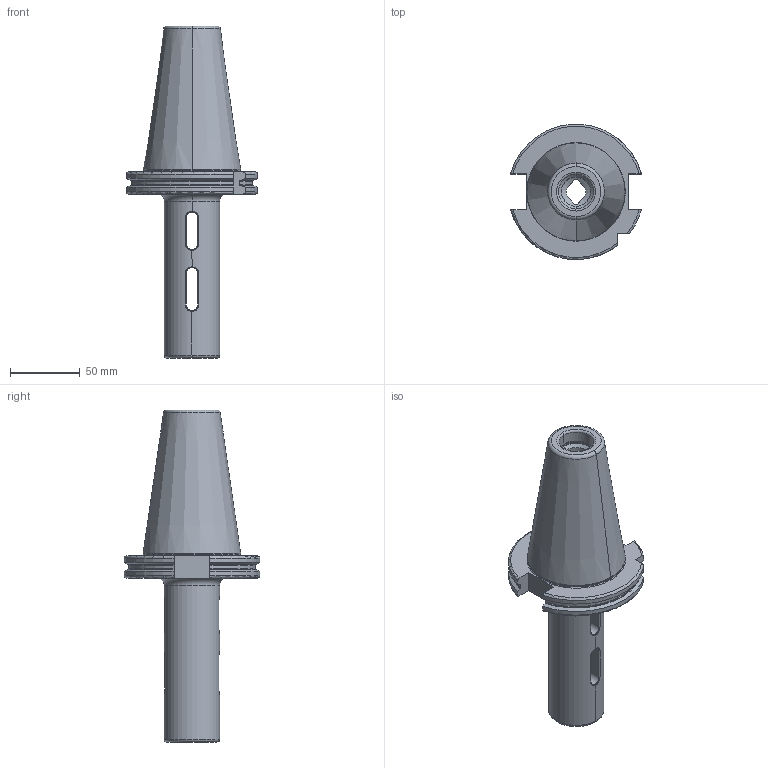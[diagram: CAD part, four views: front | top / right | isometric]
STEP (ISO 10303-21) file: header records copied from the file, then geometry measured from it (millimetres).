
FILE_DESCRIPTION((''),'2;1');
FILE_NAME('502_07_03_1','2020-09-26T',('104091'),(''),'CREO PARAMETRIC BY PTC INC, 2016260','CREO PARAMETRIC BY PTC INC, 2016260','');
FILE_SCHEMA(('CONFIG_CONTROL_DESIGN'));
Length unit declared in the file: millimetre
Products named in the file (1): 502_07_03_1
Bounding box: 94.05 x 97.31 x 238.75 mm (x, y, z)
Volume: 419675 mm3; surface area: 66087 mm2
Topology: 1 solids, 1 shells, 143 faces, 377 edges, 230 vertices
Faces by surface type: plane 38, torus 34, cylinder 33, cone 22, bspline 16
Entity records: 6106 total; most frequent: CARTESIAN_POINT 2675, ORIENTED_EDGE 750, DIRECTION 662, EDGE_CURVE 375, AXIS2_PLACEMENT_3D 253, VERTEX_POINT 230, VECTOR 156, LINE 156
